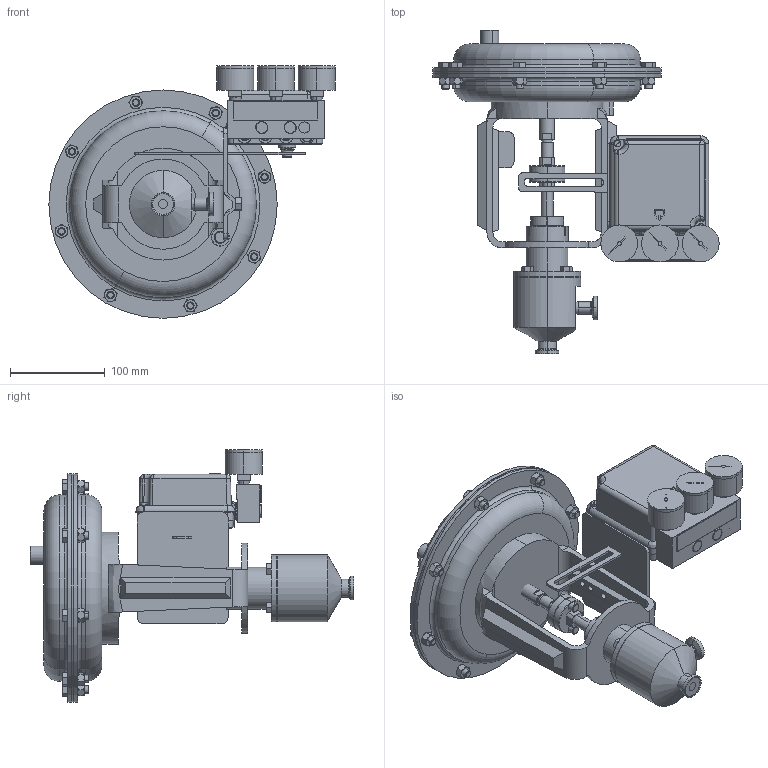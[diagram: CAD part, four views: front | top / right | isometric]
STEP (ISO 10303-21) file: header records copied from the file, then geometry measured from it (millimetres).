
FILE_DESCRIPTION (( 'STEP AP203' ), '1' );
FILE_NAME ('978ESP-050-JD-35M-16PP.STEP', '2017-06-12T12:21:04', ( '' ), ( '' ), 'SwSTEP 2.0', 'SolidWorks 2014', '' );
FILE_SCHEMA (( 'CONFIG_CONTROL_DESIGN' ));
Products named in the file (2): 978ESP-050-JD-35M-16PP
Bounding box: 302.44 x 342 x 266.92 mm (x, y, z)
Volume: 3970489.5 mm3; surface area: 688809.4 mm2
Topology: 90 solids, 92 shells, 2634 faces, 6316 edges, 3898 vertices
Faces by surface type: plane 915, cone 710, cylinder 670, bspline 311, torus 28
Entity records: 95744 total; most frequent: CARTESIAN_POINT 37119, ORIENTED_EDGE 12536, DIRECTION 11705, EDGE_CURVE 6268, AXIS2_PLACEMENT_3D 4586, VERTEX_POINT 3897, EDGE_LOOP 2811, ADVANCED_FACE 2634
